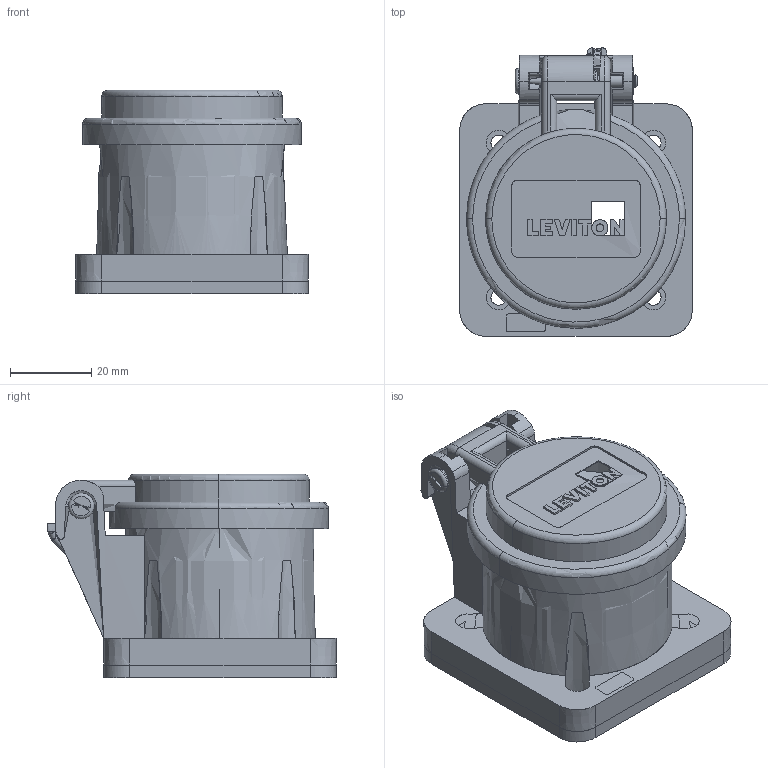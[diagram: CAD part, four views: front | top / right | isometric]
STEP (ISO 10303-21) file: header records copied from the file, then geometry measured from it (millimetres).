
FILE_DESCRIPTION (( 'STEP AP214' ), '1' );
FILE_NAME ('ORC7551-M01.STEP', '2026-02-12T16:23:35', ( '' ), ( '' ), 'SwSTEP 2.0', 'SolidWorks 2024', '' );
FILE_SCHEMA (( 'AUTOMOTIVE_DESIGN' ));
Length unit declared in the file: inch
Products named in the file (1): ORC7551-M01
Bounding box: 57.27 x 71.05 x 50.22 mm (x, y, z)
Surface area: 40015.5 mm2 (no closed solid volume)
Topology: 0 solids, 7 shells, 318 faces, 1045 edges, 713 vertices
Faces by surface type: plane 174, cylinder 80, cone 49, torus 9, sphere 3, bspline 3
Entity records: 22677 total; most frequent: CARTESIAN_POINT 15575, ORIENTED_EDGE 1913, B_SPLINE_CURVE_WITH_KNOTS 1040, EDGE_CURVE 1040, VERTEX_POINT 712, DIRECTION 632, EDGE_LOOP 388, FACE_OUTER_BOUND 318
